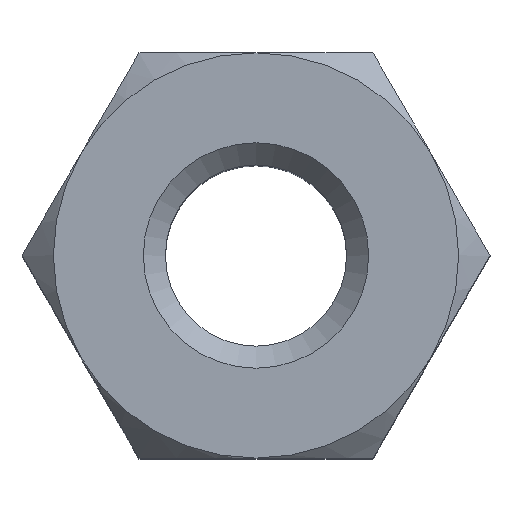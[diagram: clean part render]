
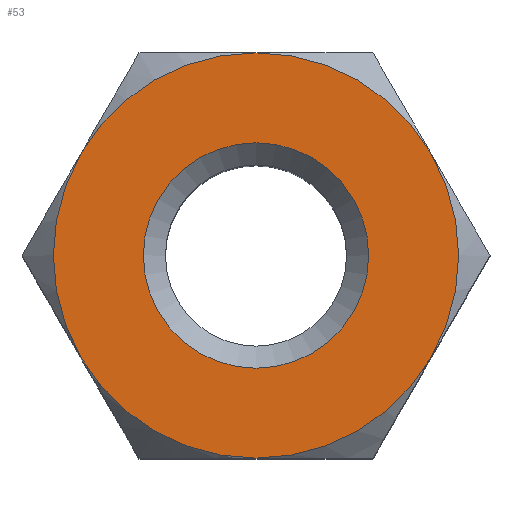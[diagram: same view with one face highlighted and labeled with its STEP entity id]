
A CAD part, top view. The second image highlights one B-rep face of the part: STEP entity #53.
In plain terms, the highlighted planar face has unit normal (0, 0, 1).
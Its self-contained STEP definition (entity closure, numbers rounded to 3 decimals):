
#53 = ADVANCED_FACE( '', ( #120, #121 ), #122, .T. );
#120 = FACE_BOUND( '', #201, .T. );
#121 = FACE_OUTER_BOUND( '', #202, .T. );
#122 = PLANE( '', #203 );
#201 = EDGE_LOOP( '', ( #291 ) );
#202 = EDGE_LOOP( '', ( #292, #293, #294, #295, #296, #297 ) );
#203 = AXIS2_PLACEMENT_3D( '', #298, #299, #300 );
#291 = ORIENTED_EDGE( '', *, *, #465, .T. );
#292 = ORIENTED_EDGE( '', *, *, #451, .F. );
#293 = ORIENTED_EDGE( '', *, *, #466, .F. );
#294 = ORIENTED_EDGE( '', *, *, #467, .F. );
#295 = ORIENTED_EDGE( '', *, *, #468, .T. );
#296 = ORIENTED_EDGE( '', *, *, #469, .F. );
#297 = ORIENTED_EDGE( '', *, *, #470, .F. );
#298 = CARTESIAN_POINT( '', ( 0., 0., 4. ) );
#299 = DIRECTION( '', ( 0., 0., 1. ) );
#300 = DIRECTION( '', ( 1., 0., 0. ) );
#451 = EDGE_CURVE( '', #519, #522, #523, .F. );
#465 = EDGE_CURVE( '', #545, #545, #546, .T. );
#466 = EDGE_CURVE( '', #547, #519, #548, .F. );
#467 = EDGE_CURVE( '', #549, #547, #550, .F. );
#468 = EDGE_CURVE( '', #549, #551, #552, .T. );
#469 = EDGE_CURVE( '', #553, #551, #554, .F. );
#470 = EDGE_CURVE( '', #522, #553, #555, .F. );
#519 = VERTEX_POINT( '', #616 );
#522 = VERTEX_POINT( '', #624 );
#523 = CIRCLE( '', #625, 2.75 );
#545 = VERTEX_POINT( '', #666 );
#546 = CIRCLE( '', #667, 1.53 );
#547 = VERTEX_POINT( '', #668 );
#548 = CIRCLE( '', #669, 2.75 );
#549 = VERTEX_POINT( '', #670 );
#550 = CIRCLE( '', #671, 2.75 );
#551 = VERTEX_POINT( '', #672 );
#552 = CIRCLE( '', #673, 2.75 );
#553 = VERTEX_POINT( '', #674 );
#554 = CIRCLE( '', #675, 2.75 );
#555 = CIRCLE( '', #676, 2.75 );
#616 = CARTESIAN_POINT( '', ( 2.382, -1.375, 4. ) );
#624 = CARTESIAN_POINT( '', ( 0., -2.75, 4. ) );
#625 = AXIS2_PLACEMENT_3D( '', #870, #871, #872 );
#666 = CARTESIAN_POINT( '', ( 0., 1.53, 4. ) );
#667 = AXIS2_PLACEMENT_3D( '', #894, #895, #896 );
#668 = CARTESIAN_POINT( '', ( 2.382, 1.375, 4. ) );
#669 = AXIS2_PLACEMENT_3D( '', #897, #898, #899 );
#670 = CARTESIAN_POINT( '', ( 0., 2.75, 4. ) );
#671 = AXIS2_PLACEMENT_3D( '', #900, #901, #902 );
#672 = CARTESIAN_POINT( '', ( -2.382, 1.375, 4. ) );
#673 = AXIS2_PLACEMENT_3D( '', #903, #904, #905 );
#674 = CARTESIAN_POINT( '', ( -2.382, -1.375, 4. ) );
#675 = AXIS2_PLACEMENT_3D( '', #906, #907, #908 );
#676 = AXIS2_PLACEMENT_3D( '', #909, #910, #911 );
#870 = CARTESIAN_POINT( '', ( 0., 0., 4. ) );
#871 = DIRECTION( '', ( 0., 0., 1. ) );
#872 = DIRECTION( '', ( 1., 0., 0. ) );
#894 = CARTESIAN_POINT( '', ( 0., 0., 4. ) );
#895 = DIRECTION( '', ( 0., 0., -1. ) );
#896 = DIRECTION( '', ( 0., 1., 0. ) );
#897 = CARTESIAN_POINT( '', ( 0., 0., 4. ) );
#898 = DIRECTION( '', ( 0., 0., 1. ) );
#899 = DIRECTION( '', ( 1., 0., 0. ) );
#900 = CARTESIAN_POINT( '', ( 0., 0., 4. ) );
#901 = DIRECTION( '', ( 0., 0., 1. ) );
#902 = DIRECTION( '', ( 1., 0., 0. ) );
#903 = CARTESIAN_POINT( '', ( 0., 0., 4. ) );
#904 = DIRECTION( '', ( 0., 0., 1. ) );
#905 = DIRECTION( '', ( 1., 0., 0. ) );
#906 = CARTESIAN_POINT( '', ( 0., 0., 4. ) );
#907 = DIRECTION( '', ( 0., 0., 1. ) );
#908 = DIRECTION( '', ( 1., 0., 0. ) );
#909 = CARTESIAN_POINT( '', ( 0., 0., 4. ) );
#910 = DIRECTION( '', ( 0., 0., 1. ) );
#911 = DIRECTION( '', ( 1., 0., 0. ) );
